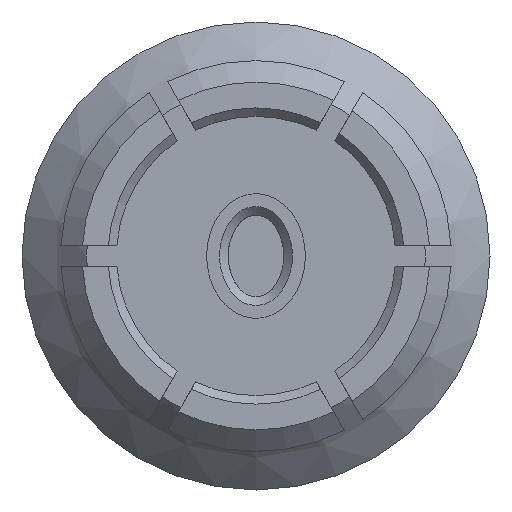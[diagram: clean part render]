
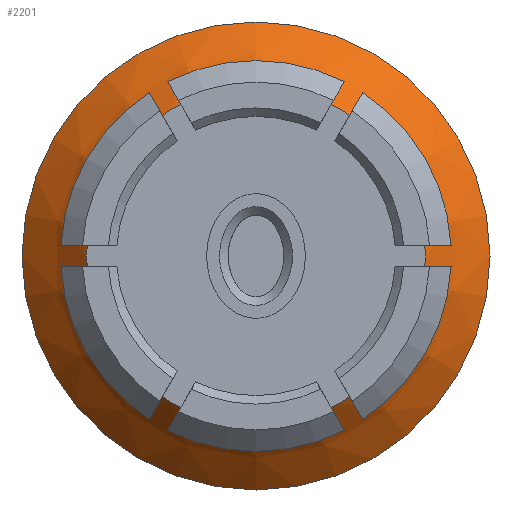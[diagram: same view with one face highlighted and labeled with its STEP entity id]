
A CAD part, left-side view. The second image highlights one B-rep face of the part: STEP entity #2201.
In plain terms, the highlighted conical face has half-angle 45 degrees and reference radius 1.003 mm.
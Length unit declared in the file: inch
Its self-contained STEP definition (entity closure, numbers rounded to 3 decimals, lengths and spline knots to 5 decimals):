
#3 = DIRECTION ( 'NONE',  ( 0., 0., 1. ) ) ;
#89 = EDGE_LOOP ( 'NONE', ( #3117 ) ) ;
#495 = CARTESIAN_POINT ( 'NONE',  ( 0.699, 0., 0. ) ) ;
#634 = CIRCLE ( 'NONE', #3867, 0.0395 ) ;
#886 = CARTESIAN_POINT ( 'NONE',  ( 0.699, 0., 0. ) ) ;
#990 = EDGE_CURVE ( 'NONE', #3192, #3192, #1897, .T. ) ;
#1019 = FACE_BOUND ( 'NONE', #89, .T. ) ;
#1023 = EDGE_LOOP ( 'NONE', ( #5003 ) ) ;
#1532 = VERTEX_POINT ( 'NONE', #3164 ) ;
#1553 = FACE_OUTER_BOUND ( 'NONE', #1023, .T. ) ;
#1897 = CIRCLE ( 'NONE', #4224, 0.0545 ) ;
#2201 = ADVANCED_FACE ( 'NONE', ( #1553, #1019 ), #3135, .T. ) ;
#2262 = DIRECTION ( 'NONE',  ( 0., 0., -1. ) ) ;
#2995 = EDGE_CURVE ( 'NONE', #1532, #1532, #634, .T. ) ;
#3117 = ORIENTED_EDGE ( 'NONE', *, *, #2995, .T. ) ;
#3135 = CONICAL_SURFACE ( 'NONE', #3410, 0.0395, 0.785 ) ;
#3147 = CARTESIAN_POINT ( 'NONE',  ( 0.714, 0., -0.0545 ) ) ;
#3164 = CARTESIAN_POINT ( 'NONE',  ( 0.699, 0., -0.0395 ) ) ;
#3192 = VERTEX_POINT ( 'NONE', #3147 ) ;
#3398 = DIRECTION ( 'NONE',  ( 1., 0., 0. ) ) ;
#3410 = AXIS2_PLACEMENT_3D ( 'NONE', #886, #3398, #3 ) ;
#3713 = CARTESIAN_POINT ( 'NONE',  ( 0.714, 0., 0. ) ) ;
#3867 = AXIS2_PLACEMENT_3D ( 'NONE', #495, #3974, #2262 ) ;
#3974 = DIRECTION ( 'NONE',  ( 1., 0., 0. ) ) ;
#4108 = DIRECTION ( 'NONE',  ( 0., 0., -1. ) ) ;
#4224 = AXIS2_PLACEMENT_3D ( 'NONE', #3713, #4627, #4108 ) ;
#4627 = DIRECTION ( 'NONE',  ( -1., 0., 0. ) ) ;
#5003 = ORIENTED_EDGE ( 'NONE', *, *, #990, .T. ) ;
